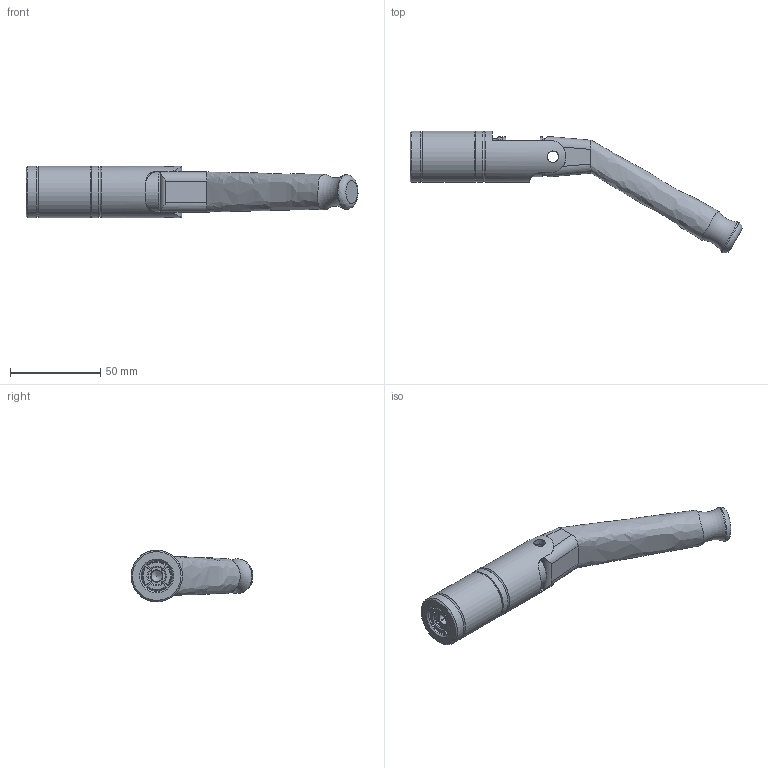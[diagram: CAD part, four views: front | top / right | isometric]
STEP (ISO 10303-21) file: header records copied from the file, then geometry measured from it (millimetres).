
FILE_DESCRIPTION(/* description */ (''),/* implementation_level */ '2;1');
FILE_NAME(/* name */ 'JXL0-0250.stp',/* time_stamp */ '2016-01-22T17:14:43-06:00',/* author */ ('scottg'),/* organization */ ('FasTest,Inc.'),/* preprocessor_version */ 'ST-DEVELOPER v16.1',/* originating_system */ 'Autodesk Inventor 2016',/* authorisation */ '');
FILE_SCHEMA (('AUTOMOTIVE_DESIGN { 1 0 10303 214 3 1 1 }'));
Length unit declared in the file: inch
Products named in the file (1): JXL0-0250
Bounding box: 183.62 x 67.47 x 28.45 mm (x, y, z)
Volume: 66059.5 mm3; surface area: 31134.1 mm2
Topology: 8 solids, 10 shells, 196 faces, 520 edges, 338 vertices
Faces by surface type: plane 69, cylinder 68, cone 44, torus 12, bspline 3
Full cylindrical faces by diameter (mm): 6.35 x2, 6.401 x1, 6.502 x1, 6.858 x1, 7.137 x2, 7.95 x1, 16.078 x1, 17.069 x1, 17.145 x1, 19.812 x1, 20.041 x1, 20.066 x1, 20.32 x1, 20.523 x1, 22.098 x2, 22.352 x1, 22.733 x2, 25.4 x1, 25.527 x2, 28.448 x4
Entity records: 6850 total; most frequent: CARTESIAN_POINT 2182, DIRECTION 983, ORIENTED_EDGE 898, EDGE_CURVE 449, AXIS2_PLACEMENT_3D 387, VERTEX_POINT 320, EDGE_LOOP 263, LINE 209
